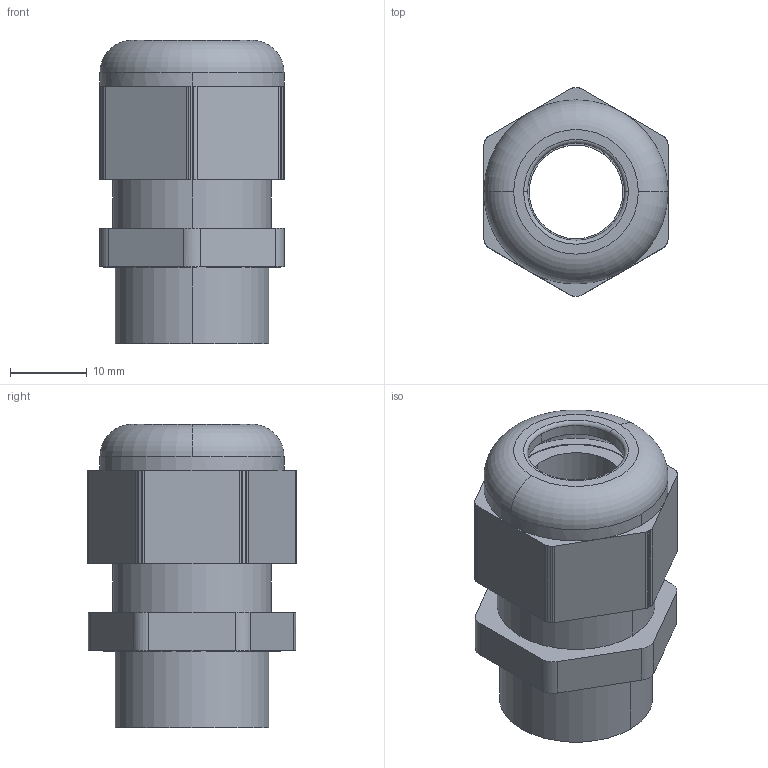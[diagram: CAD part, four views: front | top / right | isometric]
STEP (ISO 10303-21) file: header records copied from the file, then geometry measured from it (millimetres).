
FILE_DESCRIPTION(('CATIA V5 STEP Exchange','CAx-IF Rec.Pracs.--- Model Styling and Organization---1.4--- 2014-01-23'),'2;1');
FILE_NAME ('026176-3_1_1909690000_1909690000.stp','2018-12-03T07:52:05+00:00',('none'),('Weidmueller'),'CATIA Version 5-6 Release 2016 SP3 HF44','CATIA V5 STEP AP214','none');
FILE_SCHEMA(('AUTOMOTIVE_DESIGN { 1 0 10303 214 1 1 1 1 }'));
Length unit declared in the file: millimetre
Products named in the file (1): 1909690000
Bounding box: 24 x 27.21 x 39.5 mm (x, y, z)
Volume: 10372.5 mm3; surface area: 6891.5 mm2
Topology: 1 solids, 3 shells, 109 faces, 282 edges, 190 vertices
Faces by surface type: cylinder 55, plane 36, torus 10, cone 6, bspline 2
Entity records: 4159 total; most frequent: CARTESIAN_POINT 1530, ORIENTED_EDGE 564, DIRECTION 447, EDGE_CURVE 282, AXIS2_PLACEMENT_3D 236, VERTEX_POINT 187, CIRCLE 138, EDGE_LOOP 123
